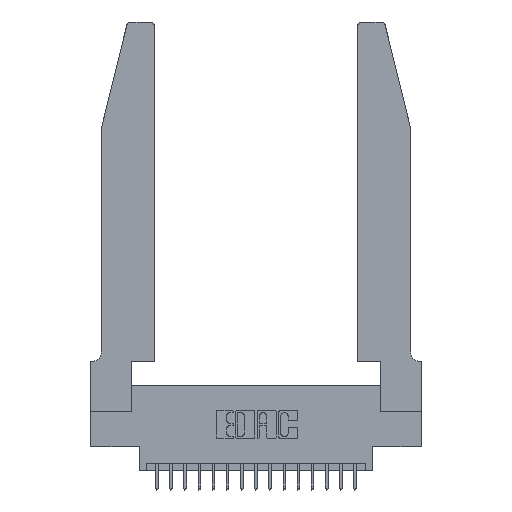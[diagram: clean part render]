
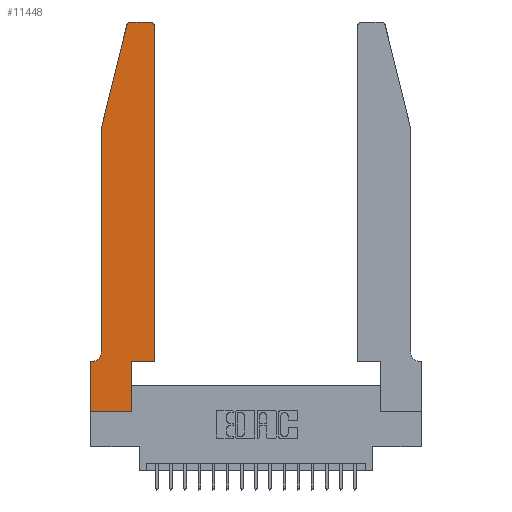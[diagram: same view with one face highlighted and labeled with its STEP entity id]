
A CAD part, top view. The second image highlights one B-rep face of the part: STEP entity #11448.
In plain terms, the highlighted planar face has unit normal (0, 0, 1).
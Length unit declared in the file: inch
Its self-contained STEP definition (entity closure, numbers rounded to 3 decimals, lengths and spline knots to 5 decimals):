
#111 = DIRECTION ( 'NONE',  ( -1., 0., 0. ) ) ;
#233 = CARTESIAN_POINT ( 'NONE',  ( 0.0755, 0.42, 0.37 ) ) ;
#391 = CARTESIAN_POINT ( 'NONE',  ( 0.0755, 2., 0.37 ) ) ;
#423 = VECTOR ( 'NONE', #111, 39.37008 ) ;
#710 = DIRECTION ( 'NONE',  ( 1., 0., 0. ) ) ;
#726 = EDGE_CURVE ( 'NONE', #3571, #3389, #13621, .T. ) ;
#744 = EDGE_CURVE ( 'NONE', #15732, #2370, #7041, .T. ) ;
#949 = EDGE_CURVE ( 'NONE', #5844, #5251, #14076, .T. ) ;
#1004 = CARTESIAN_POINT ( 'NONE',  ( 0.284, 2.72, 0.37 ) ) ;
#1306 = VERTEX_POINT ( 'NONE', #2921 ) ;
#1734 = DIRECTION ( 'NONE',  ( 0., -1., 0. ) ) ;
#2041 = LINE ( 'NONE', #6660, #7653 ) ;
#2370 = VERTEX_POINT ( 'NONE', #5518 ) ;
#2397 = VECTOR ( 'NONE', #4166, 39.37008 ) ;
#2530 = DIRECTION ( 'NONE',  ( -1., 0., 0. ) ) ;
#2806 = PLANE ( 'NONE',  #18212 ) ;
#2921 = CARTESIAN_POINT ( 'NONE',  ( 0., 0., 0.37 ) ) ;
#2932 = ORIENTED_EDGE ( 'NONE', *, *, #10698, .T. ) ;
#3389 = VERTEX_POINT ( 'NONE', #18227 ) ;
#3488 = EDGE_CURVE ( 'NONE', #2370, #4198, #15049, .T. ) ;
#3571 = VERTEX_POINT ( 'NONE', #17495 ) ;
#4166 = DIRECTION ( 'NONE',  ( 1., 0., 0. ) ) ;
#4198 = VERTEX_POINT ( 'NONE', #16051 ) ;
#4540 = ORIENTED_EDGE ( 'NONE', *, *, #13452, .T. ) ;
#4622 = CARTESIAN_POINT ( 'NONE',  ( 0.2865, 0.35, 0.37 ) ) ;
#5155 = LINE ( 'NONE', #6311, #6683 ) ;
#5251 = VERTEX_POINT ( 'NONE', #4622 ) ;
#5438 = ORIENTED_EDGE ( 'NONE', *, *, #744, .T. ) ;
#5518 = CARTESIAN_POINT ( 'NONE',  ( 0.25487, 2.72718, 0.37 ) ) ;
#5537 = CARTESIAN_POINT ( 'NONE',  ( 0.4205, 2.72, 0.37 ) ) ;
#5609 = CARTESIAN_POINT ( 'NONE',  ( 0.0055, 0.42, 0.37 ) ) ;
#5735 = CARTESIAN_POINT ( 'NONE',  ( 0., 0., 0.37 ) ) ;
#5844 = VERTEX_POINT ( 'NONE', #15089 ) ;
#5890 = VECTOR ( 'NONE', #6772, 39.37008 ) ;
#5948 = DIRECTION ( 'NONE',  ( -1., 0., 0. ) ) ;
#6037 = DIRECTION ( 'NONE',  ( 0., 1., 0. ) ) ;
#6311 = CARTESIAN_POINT ( 'NONE',  ( 0.4505, 0.35, 0.37 ) ) ;
#6364 = ORIENTED_EDGE ( 'NONE', *, *, #949, .T. ) ;
#6660 = CARTESIAN_POINT ( 'NONE',  ( 0., 0., 0.37 ) ) ;
#6683 = VECTOR ( 'NONE', #17330, 39.37008 ) ;
#6772 = DIRECTION ( 'NONE',  ( 0., -1., 0. ) ) ;
#7041 = CIRCLE ( 'NONE', #9999, 0.03 ) ;
#7606 = EDGE_CURVE ( 'NONE', #17826, #3571, #16817, .T. ) ;
#7653 = VECTOR ( 'NONE', #1734, 39.37008 ) ;
#7992 = AXIS2_PLACEMENT_3D ( 'NONE', #5609, #18175, #2530 ) ;
#8017 = EDGE_LOOP ( 'NONE', ( #17729, #5438, #10462, #2932, #4540, #15477, #16755, #11402, #6364, #17760, #13428, #8069 ) ) ;
#8069 = ORIENTED_EDGE ( 'NONE', *, *, #726, .T. ) ;
#8225 = CARTESIAN_POINT ( 'NONE',  ( 0.4505, 0.35, 0.37 ) ) ;
#9013 = VECTOR ( 'NONE', #6037, 39.37008 ) ;
#9092 = DIRECTION ( 'NONE',  ( 1., 0., 0. ) ) ;
#9240 = EDGE_CURVE ( 'NONE', #19636, #13058, #15516, .T. ) ;
#9568 = DIRECTION ( 'NONE',  ( -0.239, -0.971, 0. ) ) ;
#9744 = LINE ( 'NONE', #391, #5890 ) ;
#9999 = AXIS2_PLACEMENT_3D ( 'NONE', #1004, #13574, #17898 ) ;
#10462 = ORIENTED_EDGE ( 'NONE', *, *, #3488, .T. ) ;
#10698 = EDGE_CURVE ( 'NONE', #4198, #16982, #9744, .T. ) ;
#10991 = AXIS2_PLACEMENT_3D ( 'NONE', #5537, #11819, #710 ) ;
#11402 = ORIENTED_EDGE ( 'NONE', *, *, #13037, .T. ) ;
#11432 = VECTOR ( 'NONE', #5948, 39.37008 ) ;
#11448 = ADVANCED_FACE ( 'NONE', ( #20249 ), #2806, .T. ) ;
#11819 = DIRECTION ( 'NONE',  ( 0., 0., 1. ) ) ;
#12443 = CARTESIAN_POINT ( 'NONE',  ( 0.0755, 0.35, 0.37 ) ) ;
#12790 = CARTESIAN_POINT ( 'NONE',  ( 0.2605, 2.75, 0.37 ) ) ;
#12864 = EDGE_CURVE ( 'NONE', #3389, #15732, #14223, .T. ) ;
#13037 = EDGE_CURVE ( 'NONE', #1306, #5844, #13576, .T. ) ;
#13058 = VERTEX_POINT ( 'NONE', #15206 ) ;
#13244 = EDGE_CURVE ( 'NONE', #13058, #1306, #2041, .T. ) ;
#13428 = ORIENTED_EDGE ( 'NONE', *, *, #7606, .T. ) ;
#13452 = EDGE_CURVE ( 'NONE', #16982, #19636, #17851, .T. ) ;
#13574 = DIRECTION ( 'NONE',  ( 0., 0., 1. ) ) ;
#13576 = LINE ( 'NONE', #5735, #2397 ) ;
#13621 = CIRCLE ( 'NONE', #10991, 0.03 ) ;
#14029 = CARTESIAN_POINT ( 'NONE',  ( 0.4505, 0.35, 0.37 ) ) ;
#14076 = LINE ( 'NONE', #18292, #9013 ) ;
#14223 = LINE ( 'NONE', #12790, #423 ) ;
#14649 = CARTESIAN_POINT ( 'NONE',  ( 0.284, 2.75, 0.37 ) ) ;
#15049 = LINE ( 'NONE', #15860, #17583 ) ;
#15057 = VECTOR ( 'NONE', #18873, 39.37008 ) ;
#15089 = CARTESIAN_POINT ( 'NONE',  ( 0.2865, 0., 0.37 ) ) ;
#15182 = EDGE_CURVE ( 'NONE', #5251, #17826, #5155, .T. ) ;
#15206 = CARTESIAN_POINT ( 'NONE',  ( 0., 0.35, 0.37 ) ) ;
#15477 = ORIENTED_EDGE ( 'NONE', *, *, #9240, .T. ) ;
#15516 = LINE ( 'NONE', #12443, #11432 ) ;
#15678 = CARTESIAN_POINT ( 'NONE',  ( 0.0055, 0.35, 0.37 ) ) ;
#15732 = VERTEX_POINT ( 'NONE', #14649 ) ;
#15860 = CARTESIAN_POINT ( 'NONE',  ( 0.0755, 2., 0.37 ) ) ;
#16051 = CARTESIAN_POINT ( 'NONE',  ( 0.0755, 2., 0.37 ) ) ;
#16755 = ORIENTED_EDGE ( 'NONE', *, *, #13244, .T. ) ;
#16817 = LINE ( 'NONE', #14029, #15057 ) ;
#16982 = VERTEX_POINT ( 'NONE', #233 ) ;
#17330 = DIRECTION ( 'NONE',  ( 1., 0., 0. ) ) ;
#17495 = CARTESIAN_POINT ( 'NONE',  ( 0.4505, 2.72, 0.37 ) ) ;
#17583 = VECTOR ( 'NONE', #9568, 39.37008 ) ;
#17729 = ORIENTED_EDGE ( 'NONE', *, *, #12864, .T. ) ;
#17760 = ORIENTED_EDGE ( 'NONE', *, *, #15182, .T. ) ;
#17826 = VERTEX_POINT ( 'NONE', #8225 ) ;
#17851 = CIRCLE ( 'NONE', #7992, 0.07 ) ;
#17898 = DIRECTION ( 'NONE',  ( 1., 0., 0. ) ) ;
#18175 = DIRECTION ( 'NONE',  ( 0., 0., -1. ) ) ;
#18212 = AXIS2_PLACEMENT_3D ( 'NONE', #20047, #18465, #9092 ) ;
#18227 = CARTESIAN_POINT ( 'NONE',  ( 0.4205, 2.75, 0.37 ) ) ;
#18292 = CARTESIAN_POINT ( 'NONE',  ( 0.2865, 0.35, 0.37 ) ) ;
#18465 = DIRECTION ( 'NONE',  ( 0., 0., 1. ) ) ;
#18873 = DIRECTION ( 'NONE',  ( 0., 1., 0. ) ) ;
#19636 = VERTEX_POINT ( 'NONE', #15678 ) ;
#20047 = CARTESIAN_POINT ( 'NONE',  ( 0., 0.35, 0.37 ) ) ;
#20249 = FACE_OUTER_BOUND ( 'NONE', #8017, .T. ) ;
